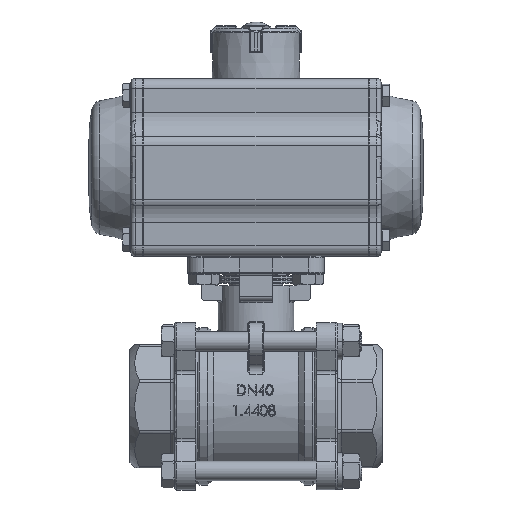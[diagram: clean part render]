
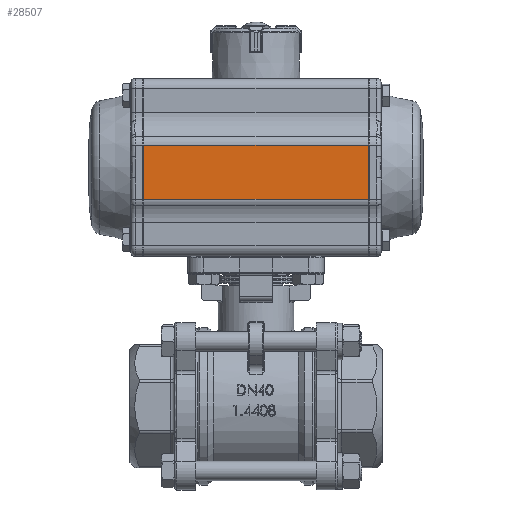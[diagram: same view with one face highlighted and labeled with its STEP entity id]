
A CAD part, top view. The second image highlights one B-rep face of the part: STEP entity #28507.
In plain terms, the highlighted face is planar.
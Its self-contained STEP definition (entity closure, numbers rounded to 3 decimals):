
#1759=LINE('',#75854,#3483);
#1781=LINE('',#75959,#3505);
#1804=LINE('',#76043,#3528);
#1805=LINE('',#76045,#3529);
#3483=VECTOR('',#36712,1000.);
#3505=VECTOR('',#36796,1000.);
#3528=VECTOR('',#36875,1000.);
#3529=VECTOR('',#36878,1000.);
#5711=PLANE('',#31105);
#12377=ORIENTED_EDGE('',*,*,#17861,.F.);
#12378=ORIENTED_EDGE('',*,*,#17956,.F.);
#12379=ORIENTED_EDGE('',*,*,#17913,.T.);
#12380=ORIENTED_EDGE('',*,*,#17957,.T.);
#17861=EDGE_CURVE('',#21159,#21160,#1759,.T.);
#17913=EDGE_CURVE('',#21212,#21211,#1781,.T.);
#17956=EDGE_CURVE('',#21212,#21159,#1804,.T.);
#17957=EDGE_CURVE('',#21211,#21160,#1805,.T.);
#21159=VERTEX_POINT('',#75853);
#21160=VERTEX_POINT('',#75855);
#21211=VERTEX_POINT('',#75958);
#21212=VERTEX_POINT('',#75960);
#24482=EDGE_LOOP('',(#12377,#12378,#12379,#12380));
#26516=FACE_BOUND('',#24482,.T.);
#28507=ADVANCED_FACE('',(#26516),#5711,.T.);
#31105=AXIS2_PLACEMENT_3D('',#76044,#36876,#36877);
#36712=DIRECTION('',(0.,-1.,0.));
#36796=DIRECTION('',(0.,-1.,0.));
#36875=DIRECTION('',(0.,0.,-1.));
#36876=DIRECTION('',(1.,0.,0.));
#36877=DIRECTION('',(0.,1.,0.));
#36878=DIRECTION('',(0.,0.,-1.));
#75853=CARTESIAN_POINT('',(37.15,10.588,-53.5));
#75854=CARTESIAN_POINT('',(37.15,10.588,-53.5));
#75855=CARTESIAN_POINT('',(37.15,-15.239,-53.5));
#75958=CARTESIAN_POINT('',(37.15,-15.239,53.5));
#75959=CARTESIAN_POINT('',(37.15,10.588,53.5));
#75960=CARTESIAN_POINT('',(37.15,10.588,53.5));
#76043=CARTESIAN_POINT('',(37.15,10.588,53.5));
#76044=CARTESIAN_POINT('',(37.15,10.588,53.5));
#76045=CARTESIAN_POINT('',(37.15,-15.239,53.5));
